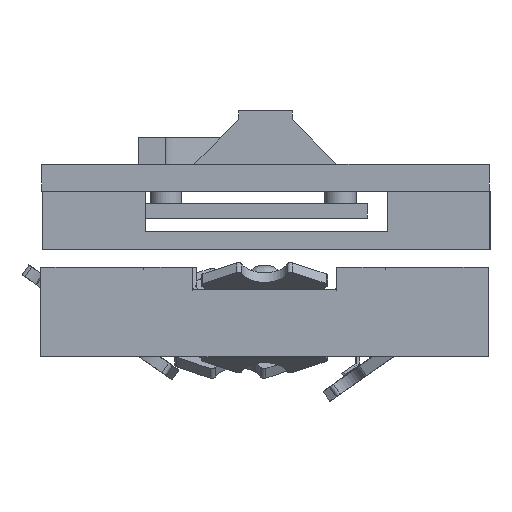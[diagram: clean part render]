
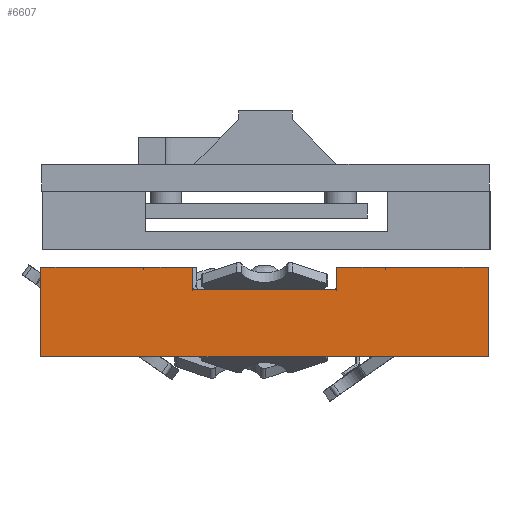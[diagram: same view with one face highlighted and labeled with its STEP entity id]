
A CAD part, front view. The second image highlights one B-rep face of the part: STEP entity #6607.
In plain terms, the highlighted planar face has unit normal (0, -1, 0).
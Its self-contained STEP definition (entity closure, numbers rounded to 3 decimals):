
#391=PLANE('',#7411);
#733=FACE_OUTER_BOUND('',#1153,.T.);
#1153=EDGE_LOOP('',(#5540,#5541,#5542,#5543,#5544,#5545,#5546,#5547,#5548,
#5549));
#1605=LINE('',#10575,#2273);
#1624=LINE('',#10633,#2292);
#1630=LINE('',#10654,#2298);
#1643=LINE('',#10704,#2311);
#1647=LINE('',#10712,#2315);
#1675=LINE('',#10763,#2343);
#1680=LINE('',#10774,#2348);
#1684=LINE('',#10787,#2352);
#1695=LINE('',#10814,#2363);
#1696=LINE('',#10816,#2364);
#2273=VECTOR('',#8582,10.);
#2292=VECTOR('',#8629,10.);
#2298=VECTOR('',#8647,10.);
#2311=VECTOR('',#8706,10.);
#2315=VECTOR('',#8714,10.);
#2343=VECTOR('',#8772,10.);
#2348=VECTOR('',#8785,10.);
#2352=VECTOR('',#8797,10.);
#2363=VECTOR('',#8834,10.);
#2364=VECTOR('',#8837,10.);
#3183=VERTEX_POINT('',#10572);
#3184=VERTEX_POINT('',#10574);
#3208=VERTEX_POINT('',#10631);
#3209=VERTEX_POINT('',#10632);
#3218=VERTEX_POINT('',#10652);
#3232=VERTEX_POINT('',#10703);
#3234=VERTEX_POINT('',#10711);
#3238=VERTEX_POINT('',#10731);
#3244=VERTEX_POINT('',#10772);
#3249=VERTEX_POINT('',#10786);
#3940=EDGE_CURVE('',#3184,#3183,#1605,.T.);
#3970=EDGE_CURVE('',#3208,#3209,#1624,.T.);
#3981=EDGE_CURVE('',#3209,#3218,#1630,.T.);
#4006=EDGE_CURVE('',#3218,#3232,#1643,.T.);
#4010=EDGE_CURVE('',#3208,#3234,#1647,.T.);
#4038=EDGE_CURVE('',#3238,#3232,#1675,.T.);
#4043=EDGE_CURVE('',#3244,#3238,#1680,.T.);
#4049=EDGE_CURVE('',#3234,#3249,#1684,.T.);
#4062=EDGE_CURVE('',#3183,#3249,#1695,.T.);
#4063=EDGE_CURVE('',#3184,#3244,#1696,.T.);
#5540=ORIENTED_EDGE('',*,*,#4006,.T.);
#5541=ORIENTED_EDGE('',*,*,#4038,.F.);
#5542=ORIENTED_EDGE('',*,*,#4043,.F.);
#5543=ORIENTED_EDGE('',*,*,#4063,.F.);
#5544=ORIENTED_EDGE('',*,*,#3940,.T.);
#5545=ORIENTED_EDGE('',*,*,#4062,.T.);
#5546=ORIENTED_EDGE('',*,*,#4049,.F.);
#5547=ORIENTED_EDGE('',*,*,#4010,.F.);
#5548=ORIENTED_EDGE('',*,*,#3970,.T.);
#5549=ORIENTED_EDGE('',*,*,#3981,.T.);
#6607=ADVANCED_FACE('',(#733),#391,.T.);
#7411=AXIS2_PLACEMENT_3D('',#10815,#8835,#8836);
#8582=DIRECTION('',(1.,0.,0.));
#8629=DIRECTION('',(0.,0.,-1.));
#8647=DIRECTION('',(-1.,0.,0.));
#8706=DIRECTION('',(0.,0.,1.));
#8714=DIRECTION('',(1.,0.,0.));
#8772=DIRECTION('',(1.,0.,0.));
#8785=DIRECTION('',(1.,0.,0.));
#8797=DIRECTION('',(1.,0.,0.));
#8834=DIRECTION('',(0.,0.,1.));
#8835=DIRECTION('center_axis',(0.,-1.,0.));
#8836=DIRECTION('ref_axis',(1.,0.,0.));
#8837=DIRECTION('',(0.,0.,1.));
#10572=CARTESIAN_POINT('',(25.,-25.,10.));
#10574=CARTESIAN_POINT('',(-25.,-25.,10.));
#10575=CARTESIAN_POINT('',(-25.,-25.,10.));
#10631=CARTESIAN_POINT('',(8.058,-25.,20.));
#10632=CARTESIAN_POINT('',(8.058,-25.,17.558));
#10633=CARTESIAN_POINT('',(8.058,-25.,14.06));
#10652=CARTESIAN_POINT('',(-8.058,-25.,17.558));
#10654=CARTESIAN_POINT('',(-12.5,-25.,17.558));
#10703=CARTESIAN_POINT('',(-8.058,-25.,20.));
#10704=CARTESIAN_POINT('',(-8.058,-25.,15.184));
#10711=CARTESIAN_POINT('',(13.5,-25.,20.));
#10712=CARTESIAN_POINT('',(-25.,-25.,20.));
#10731=CARTESIAN_POINT('',(-13.5,-25.,20.));
#10763=CARTESIAN_POINT('',(-25.,-25.,20.));
#10772=CARTESIAN_POINT('',(-25.,-25.,20.));
#10774=CARTESIAN_POINT('',(-25.,-25.,20.));
#10786=CARTESIAN_POINT('',(25.,-25.,20.));
#10787=CARTESIAN_POINT('',(-25.,-25.,20.));
#10814=CARTESIAN_POINT('',(25.,-25.,10.));
#10815=CARTESIAN_POINT('Origin',(-25.,-25.,10.));
#10816=CARTESIAN_POINT('',(-25.,-25.,10.));
